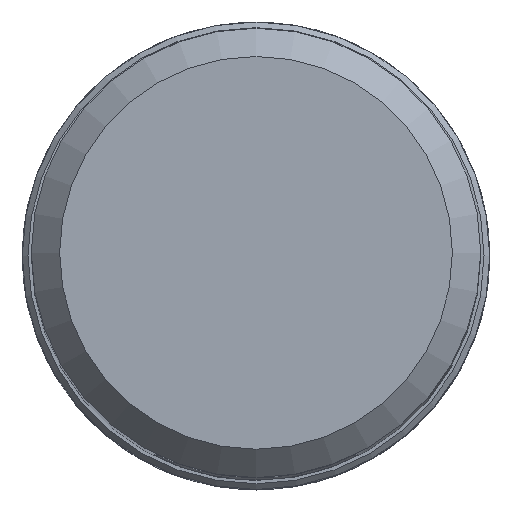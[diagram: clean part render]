
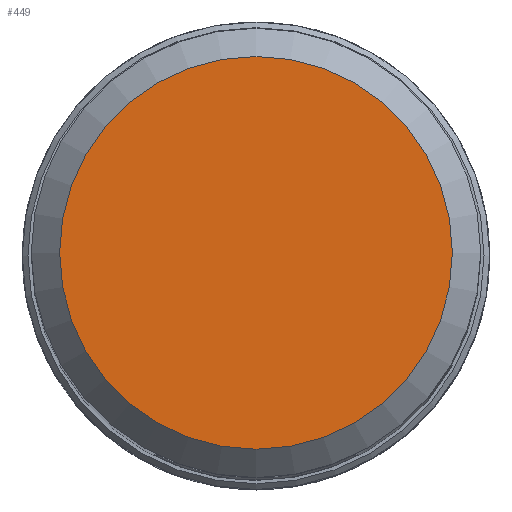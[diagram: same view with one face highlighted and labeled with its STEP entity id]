
A CAD part, top view. The second image highlights one B-rep face of the part: STEP entity #449.
In plain terms, the highlighted planar face has unit normal (0, 0, 1).
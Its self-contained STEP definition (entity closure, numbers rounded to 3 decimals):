
#66=PLANE('',#1608);
#119=FACE_OUTER_BOUND('',#583,.T.);
#449=ADVANCED_FACE('',(#119),#66,.T.);
#583=EDGE_LOOP('',(#693));
#693=ORIENTED_EDGE('',*,*,#1289,.T.);
#1136=VERTEX_POINT('',#2216);
#1289=EDGE_CURVE('',#1136,#1136,#1504,.T.);
#1504=CIRCLE('',#1606,6.931);
#1606=AXIS2_PLACEMENT_3D('',#2215,#1772,#1773);
#1608=AXIS2_PLACEMENT_3D('',#2218,#1776,#1777);
#1772=DIRECTION('',(0.,0.,1.));
#1773=DIRECTION('',(1.,0.,0.));
#1776=DIRECTION('',(0.,0.,1.));
#1777=DIRECTION('',(-1.,0.,0.));
#2215=CARTESIAN_POINT('',(0.,0.,0.));
#2216=CARTESIAN_POINT('',(6.931,0.,0.));
#2218=CARTESIAN_POINT('',(0.,3.,0.));
